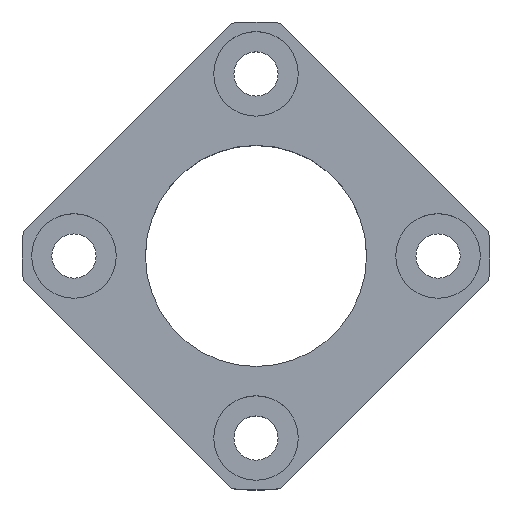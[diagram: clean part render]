
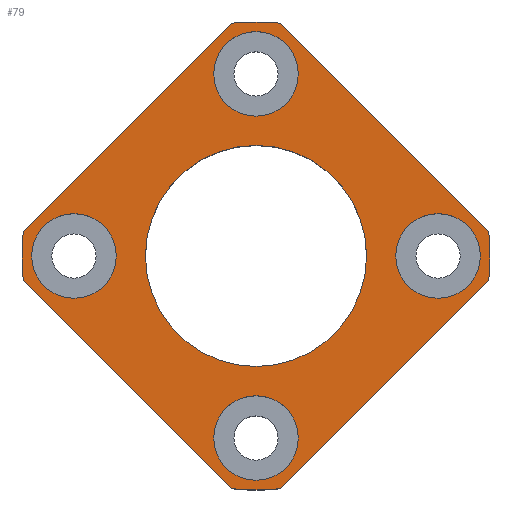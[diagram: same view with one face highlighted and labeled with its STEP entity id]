
A CAD part, top view. The second image highlights one B-rep face of the part: STEP entity #79.
In plain terms, the highlighted planar face has unit normal (0, 0, 1).
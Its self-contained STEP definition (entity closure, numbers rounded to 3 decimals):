
#2 = ORIENTED_EDGE ( 'NONE', *, *, #189, .T. ) ;
#7 = CARTESIAN_POINT ( 'NONE',  ( 8.5, 0., 0. ) ) ;
#10 = ORIENTED_EDGE ( 'NONE', *, *, #719, .T. ) ;
#22 = EDGE_CURVE ( 'NONE', #183, #143, #392, .T. ) ;
#33 = CIRCLE ( 'NONE', #455, 3.25 ) ;
#42 = EDGE_LOOP ( 'NONE', ( #631, #387, #164, #264, #432, #2, #443, #10 ) ) ;
#54 = DIRECTION ( 'NONE',  ( 0., 0., 1. ) ) ;
#71 = EDGE_LOOP ( 'NONE', ( #203 ) ) ;
#75 = DIRECTION ( 'NONE',  ( 0., 0., -1. ) ) ;
#78 = DIRECTION ( 'NONE',  ( 1., 0., 0. ) ) ;
#79 = ADVANCED_FACE ( 'NONE', ( #93, #516, #603, #722, #683, #588 ), #236, .F. ) ;
#86 = VERTEX_POINT ( 'NONE', #7 ) ;
#93 = FACE_BOUND ( 'NONE', #754, .T. ) ;
#94 = CIRCLE ( 'NONE', #746, 18. ) ;
#95 = AXIS2_PLACEMENT_3D ( 'NONE', #481, #409, #336 ) ;
#102 = ORIENTED_EDGE ( 'NONE', *, *, #531, .F. ) ;
#103 = EDGE_LOOP ( 'NONE', ( #102 ) ) ;
#119 = VECTOR ( 'NONE', #477, 1000. ) ;
#130 = CARTESIAN_POINT ( 'NONE',  ( 3.25, 14., 0. ) ) ;
#134 = CARTESIAN_POINT ( 'NONE',  ( 14., 0., 0. ) ) ;
#143 = VERTEX_POINT ( 'NONE', #726 ) ;
#151 = CIRCLE ( 'NONE', #210, 3.25 ) ;
#152 = CARTESIAN_POINT ( 'NONE',  ( 0., 18., 0. ) ) ;
#154 = DIRECTION ( 'NONE',  ( 0., 0., 1. ) ) ;
#157 = VERTEX_POINT ( 'NONE', #648 ) ;
#164 = ORIENTED_EDGE ( 'NONE', *, *, #275, .T. ) ;
#165 = CIRCLE ( 'NONE', #469, 3.25 ) ;
#177 = VERTEX_POINT ( 'NONE', #255 ) ;
#183 = VERTEX_POINT ( 'NONE', #545 ) ;
#187 = EDGE_CURVE ( 'NONE', #479, #157, #457, .T. ) ;
#189 = EDGE_CURVE ( 'NONE', #258, #479, #576, .T. ) ;
#203 = ORIENTED_EDGE ( 'NONE', *, *, #322, .F. ) ;
#204 = VERTEX_POINT ( 'NONE', #690 ) ;
#208 = VERTEX_POINT ( 'NONE', #130 ) ;
#210 = AXIS2_PLACEMENT_3D ( 'NONE', #660, #577, #488 ) ;
#218 = EDGE_CURVE ( 'NONE', #204, #258, #440, .T. ) ;
#236 = PLANE ( 'NONE',  #666 ) ;
#238 = CARTESIAN_POINT ( 'NONE',  ( 0., 0., 0. ) ) ;
#239 = DIRECTION ( 'NONE',  ( 1., 0., 0. ) ) ;
#255 = CARTESIAN_POINT ( 'NONE',  ( 17.899, 1.899, 0. ) ) ;
#258 = VERTEX_POINT ( 'NONE', #649 ) ;
#264 = ORIENTED_EDGE ( 'NONE', *, *, #763, .T. ) ;
#265 = AXIS2_PLACEMENT_3D ( 'NONE', #385, #314, #239 ) ;
#266 = DIRECTION ( 'NONE',  ( 1., 0., 0. ) ) ;
#269 = AXIS2_PLACEMENT_3D ( 'NONE', #414, #342, #266 ) ;
#271 = CIRCLE ( 'NONE', #269, 3.25 ) ;
#275 = EDGE_CURVE ( 'NONE', #143, #693, #728, .T. ) ;
#286 = CARTESIAN_POINT ( 'NONE',  ( 3.25, -14., 0. ) ) ;
#293 = DIRECTION ( 'NONE',  ( 0.707, -0.707, 0. ) ) ;
#305 = EDGE_LOOP ( 'NONE', ( #386 ) ) ;
#311 = AXIS2_PLACEMENT_3D ( 'NONE', #491, #416, #344 ) ;
#313 = DIRECTION ( 'NONE',  ( 0.707, 0.707, 0. ) ) ;
#314 = DIRECTION ( 'NONE',  ( 0., 0., 1. ) ) ;
#322 = EDGE_CURVE ( 'NONE', #86, #86, #394, .T. ) ;
#324 = VECTOR ( 'NONE', #441, 1000. ) ;
#336 = DIRECTION ( 'NONE',  ( 1., 0., 0. ) ) ;
#338 = ORIENTED_EDGE ( 'NONE', *, *, #543, .F. ) ;
#339 = EDGE_CURVE ( 'NONE', #177, #183, #610, .T. ) ;
#342 = DIRECTION ( 'NONE',  ( 0., 0., 1. ) ) ;
#344 = DIRECTION ( 'NONE',  ( 1., 0., 0. ) ) ;
#351 = DIRECTION ( 'NONE',  ( 1., 0., 0. ) ) ;
#359 = VERTEX_POINT ( 'NONE', #286 ) ;
#366 = CARTESIAN_POINT ( 'NONE',  ( -1.899, -17.899, 0. ) ) ;
#383 = CARTESIAN_POINT ( 'NONE',  ( 17.899, -1.899, 0. ) ) ;
#385 = CARTESIAN_POINT ( 'NONE',  ( 0., 0., 0. ) ) ;
#386 = ORIENTED_EDGE ( 'NONE', *, *, #407, .F. ) ;
#387 = ORIENTED_EDGE ( 'NONE', *, *, #22, .T. ) ;
#392 = CIRCLE ( 'NONE', #311, 18. ) ;
#394 = CIRCLE ( 'NONE', #265, 8.5 ) ;
#405 = ORIENTED_EDGE ( 'NONE', *, *, #654, .F. ) ;
#407 = EDGE_CURVE ( 'NONE', #533, #533, #165, .T. ) ;
#409 = DIRECTION ( 'NONE',  ( 0., 0., 1. ) ) ;
#414 = CARTESIAN_POINT ( 'NONE',  ( 0., 14., 0. ) ) ;
#415 = CARTESIAN_POINT ( 'NONE',  ( 17.25, 0., 0. ) ) ;
#416 = DIRECTION ( 'NONE',  ( 0., 0., 1. ) ) ;
#424 = DIRECTION ( 'NONE',  ( 0., 0., 1. ) ) ;
#432 = ORIENTED_EDGE ( 'NONE', *, *, #218, .T. ) ;
#440 = LINE ( 'NONE', #366, #705 ) ;
#441 = DIRECTION ( 'NONE',  ( -0.707, 0.707, 0. ) ) ;
#443 = ORIENTED_EDGE ( 'NONE', *, *, #187, .T. ) ;
#446 = CARTESIAN_POINT ( 'NONE',  ( 1.899, -17.899, 0. ) ) ;
#448 = CARTESIAN_POINT ( 'NONE',  ( -10.75, 0., 0. ) ) ;
#455 = AXIS2_PLACEMENT_3D ( 'NONE', #134, #54, #742 ) ;
#457 = LINE ( 'NONE', #383, #560 ) ;
#469 = AXIS2_PLACEMENT_3D ( 'NONE', #653, #569, #480 ) ;
#477 = DIRECTION ( 'NONE',  ( -0.707, -0.707, 0. ) ) ;
#479 = VERTEX_POINT ( 'NONE', #446 ) ;
#480 = DIRECTION ( 'NONE',  ( 1., 0., 0. ) ) ;
#481 = CARTESIAN_POINT ( 'NONE',  ( 0., 0., 0. ) ) ;
#488 = DIRECTION ( 'NONE',  ( 1., 0., 0. ) ) ;
#490 = VERTEX_POINT ( 'NONE', #415 ) ;
#491 = CARTESIAN_POINT ( 'NONE',  ( 0., 0., 0. ) ) ;
#503 = CARTESIAN_POINT ( 'NONE',  ( 0., 0., 0. ) ) ;
#516 = FACE_BOUND ( 'NONE', #567, .T. ) ;
#526 = CARTESIAN_POINT ( 'NONE',  ( 17.899, 1.899, 0. ) ) ;
#527 = CARTESIAN_POINT ( 'NONE',  ( -17.899, 1.899, 0. ) ) ;
#531 = EDGE_CURVE ( 'NONE', #359, #359, #151, .T. ) ;
#533 = VERTEX_POINT ( 'NONE', #448 ) ;
#542 = AXIS2_PLACEMENT_3D ( 'NONE', #238, #154, #78 ) ;
#543 = EDGE_CURVE ( 'NONE', #208, #208, #271, .T. ) ;
#545 = CARTESIAN_POINT ( 'NONE',  ( 1.899, 17.899, 0. ) ) ;
#560 = VECTOR ( 'NONE', #313, 1000. ) ;
#565 = CARTESIAN_POINT ( 'NONE',  ( -1.899, 17.899, 0. ) ) ;
#567 = EDGE_LOOP ( 'NONE', ( #405 ) ) ;
#569 = DIRECTION ( 'NONE',  ( 0., 0., 1. ) ) ;
#576 = CIRCLE ( 'NONE', #542, 18. ) ;
#577 = DIRECTION ( 'NONE',  ( 0., 0., 1. ) ) ;
#588 = FACE_OUTER_BOUND ( 'NONE', #42, .T. ) ;
#603 = FACE_BOUND ( 'NONE', #103, .T. ) ;
#610 = LINE ( 'NONE', #526, #324 ) ;
#631 = ORIENTED_EDGE ( 'NONE', *, *, #339, .T. ) ;
#648 = CARTESIAN_POINT ( 'NONE',  ( 17.899, -1.899, 0. ) ) ;
#649 = CARTESIAN_POINT ( 'NONE',  ( -1.899, -17.899, 0. ) ) ;
#653 = CARTESIAN_POINT ( 'NONE',  ( -14., 0., 0. ) ) ;
#654 = EDGE_CURVE ( 'NONE', #490, #490, #33, .T. ) ;
#660 = CARTESIAN_POINT ( 'NONE',  ( 0., -14., 0. ) ) ;
#666 = AXIS2_PLACEMENT_3D ( 'NONE', #152, #75, #764 ) ;
#683 = FACE_BOUND ( 'NONE', #71, .T. ) ;
#688 = CIRCLE ( 'NONE', #95, 18. ) ;
#690 = CARTESIAN_POINT ( 'NONE',  ( -17.899, -1.899, 0. ) ) ;
#693 = VERTEX_POINT ( 'NONE', #527 ) ;
#705 = VECTOR ( 'NONE', #293, 1000. ) ;
#719 = EDGE_CURVE ( 'NONE', #157, #177, #94, .T. ) ;
#722 = FACE_BOUND ( 'NONE', #305, .T. ) ;
#726 = CARTESIAN_POINT ( 'NONE',  ( -1.899, 17.899, 0. ) ) ;
#728 = LINE ( 'NONE', #565, #119 ) ;
#742 = DIRECTION ( 'NONE',  ( 1., 0., 0. ) ) ;
#746 = AXIS2_PLACEMENT_3D ( 'NONE', #503, #424, #351 ) ;
#754 = EDGE_LOOP ( 'NONE', ( #338 ) ) ;
#763 = EDGE_CURVE ( 'NONE', #693, #204, #688, .T. ) ;
#764 = DIRECTION ( 'NONE',  ( -1., 0., 0. ) ) ;
